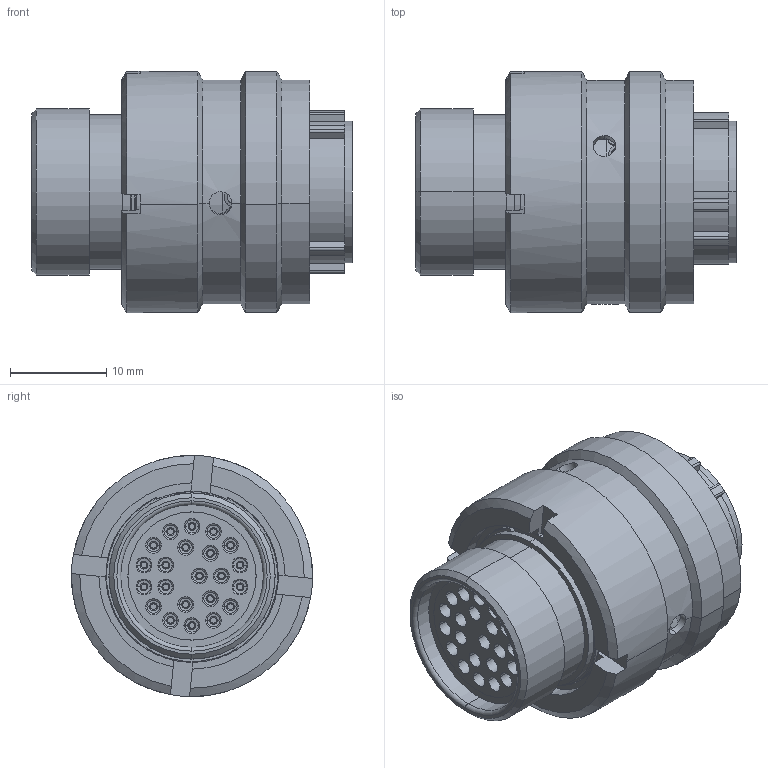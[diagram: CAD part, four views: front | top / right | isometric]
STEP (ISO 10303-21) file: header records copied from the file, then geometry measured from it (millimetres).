
FILE_DESCRIPTION (( 'STEP AP214' ), '1' );
FILE_NAME ('AS612-35PD.STEP', '2020-06-05T09:02:27', ( 'TE Connectivity' ), ( 'TE Connectivity' ), 'SwSTEP 2.0', 'SolidWorks 2016', '' );
FILE_SCHEMA (( 'AUTOMOTIVE_DESIGN' ));
Length unit declared in the file: millimetre
Products named in the file (1): AS612-35PD
Bounding box: 33.37 x 25.09 x 25.09 mm (x, y, z)
Volume: 7273.7 mm3; surface area: 10708.9 mm2
Topology: 52 solids, 52 shells, 1509 faces, 3546 edges, 2216 vertices
Faces by surface type: plane 494, cylinder 493, torus 362, cone 144, bspline 9, sphere 7
Entity records: 65879 total; most frequent: CARTESIAN_POINT 14571, DIRECTION 7320, ORIENTED_EDGE 7058, EDGE_CURVE 3529, AXIS2_PLACEMENT_3D 3211, VERTEX_POINT 2206, EDGE_LOOP 1731, CIRCLE 1713
